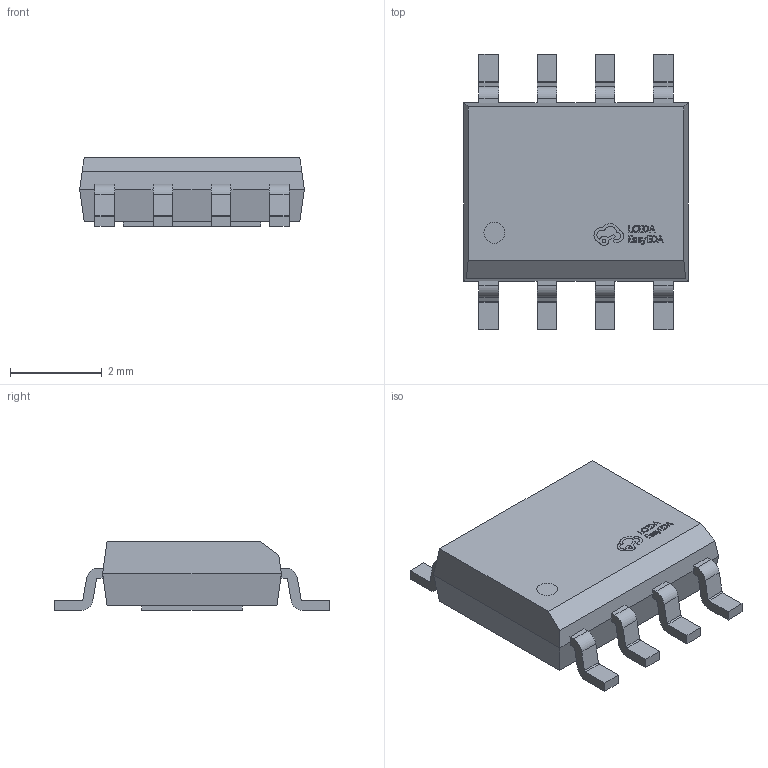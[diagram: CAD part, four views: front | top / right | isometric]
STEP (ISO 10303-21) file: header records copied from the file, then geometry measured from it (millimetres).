
FILE_DESCRIPTION (( 'STEP AP214' ), '1' );
FILE_NAME ('ESOP-8_L4.9-W3.9-P1.27-LS6.0-BL-EP-1.step', '2022-07-26T09:44:09', ( '' ), ( '' ), 'SwSTEP 2.0', 'SolidWorks 2020', '' );
FILE_SCHEMA (( 'AUTOMOTIVE_DESIGN' ));
Length unit declared in the file: millimetre
Products named in the file (1): ESOP-8_L4.9-W3.9-P1.27-LS6.0-BL-EP-1
Bounding box: 4.9 x 6 x 1.5 mm (x, y, z)
Volume: 27.2 mm3; surface area: 76 mm2
Topology: 14 solids, 14 shells, 413 faces, 1124 edges, 748 vertices
Faces by surface type: plane 267, bspline 112, cylinder 34
Entity records: 18844 total; most frequent: CARTESIAN_POINT 4390, ORIENTED_EDGE 2248, DIRECTION 1568, EDGE_CURVE 1124, VECTOR 828, LINE 828, VERTEX_POINT 748, EDGE_LOOP 434
